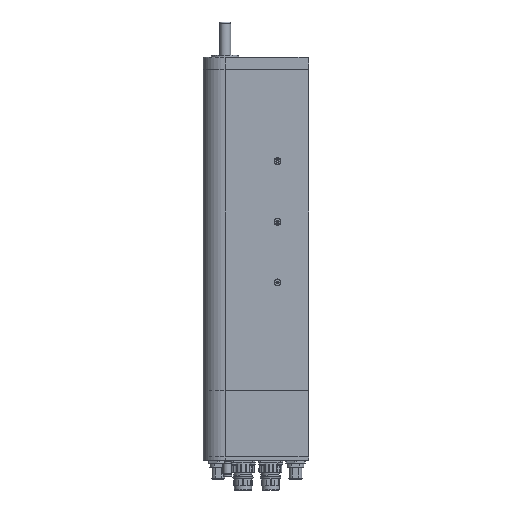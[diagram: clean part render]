
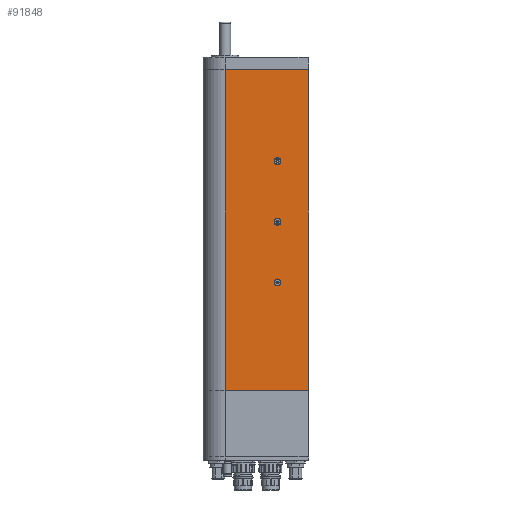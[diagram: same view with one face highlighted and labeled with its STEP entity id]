
A CAD part, left-side view. The second image highlights one B-rep face of the part: STEP entity #91848.
In plain terms, the highlighted face is planar.
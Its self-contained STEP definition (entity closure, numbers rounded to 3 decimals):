
#1388 = PLANE ( 'NONE',  #87357 ) ;
#2233 = EDGE_CURVE ( 'NONE', #47274, #86709, #98446, .T. ) ;
#3781 = CARTESIAN_POINT ( 'NONE',  ( 20., -47.5, 193. ) ) ;
#6486 = CARTESIAN_POINT ( 'NONE',  ( 20., 0., 291. ) ) ;
#6873 = CARTESIAN_POINT ( 'NONE',  ( 20., -47.5, 79.85 ) ) ;
#7638 = DIRECTION ( 'NONE',  ( 0., 1., 0. ) ) ;
#8044 = CARTESIAN_POINT ( 'NONE',  ( 20., -75.5, 0. ) ) ;
#9610 = EDGE_LOOP ( 'NONE', ( #36273 ) ) ;
#9989 = DIRECTION ( 'NONE',  ( 0., 0., -1. ) ) ;
#12850 = ORIENTED_EDGE ( 'NONE', *, *, #96360, .F. ) ;
#13271 = DIRECTION ( 'NONE',  ( 0., 0., -1. ) ) ;
#14503 = ORIENTED_EDGE ( 'NONE', *, *, #79502, .T. ) ;
#16873 = VERTEX_POINT ( 'NONE', #31830 ) ;
#19088 = VERTEX_POINT ( 'NONE', #56461 ) ;
#19411 = CIRCLE ( 'NONE', #32146, 3.15 ) ;
#23121 = EDGE_CURVE ( 'NONE', #19088, #19088, #19411, .T. ) ;
#24184 = CARTESIAN_POINT ( 'NONE',  ( 20., 0., 0. ) ) ;
#24427 = FACE_BOUND ( 'NONE', #9610, .T. ) ;
#28085 = AXIS2_PLACEMENT_3D ( 'NONE', #74506, #50555, #50075 ) ;
#28246 = DIRECTION ( 'NONE',  ( 0., 0., -1. ) ) ;
#28683 = DIRECTION ( 'NONE',  ( 0., -1., 0. ) ) ;
#31830 = CARTESIAN_POINT ( 'NONE',  ( 20., -47.5, 189.85 ) ) ;
#32146 = AXIS2_PLACEMENT_3D ( 'NONE', #88051, #80591, #13271 ) ;
#33848 = CARTESIAN_POINT ( 'NONE',  ( 20., -75.5, 291. ) ) ;
#36273 = ORIENTED_EDGE ( 'NONE', *, *, #90521, .F. ) ;
#38417 = LINE ( 'NONE', #6486, #96379 ) ;
#42503 = EDGE_CURVE ( 'NONE', #88815, #91672, #38417, .T. ) ;
#43944 = EDGE_LOOP ( 'NONE', ( #83925 ) ) ;
#44044 = ORIENTED_EDGE ( 'NONE', *, *, #48635, .F. ) ;
#47274 = VERTEX_POINT ( 'NONE', #8044 ) ;
#47770 = FACE_BOUND ( 'NONE', #43944, .T. ) ;
#48635 = EDGE_CURVE ( 'NONE', #91672, #86709, #70331, .T. ) ;
#49813 = CIRCLE ( 'NONE', #56239, 3.15 ) ;
#50075 = DIRECTION ( 'NONE',  ( 0., 0., -1. ) ) ;
#50555 = DIRECTION ( 'NONE',  ( 1., 0., 0. ) ) ;
#51670 = ORIENTED_EDGE ( 'NONE', *, *, #2233, .T. ) ;
#52284 = CARTESIAN_POINT ( 'NONE',  ( 20., 0., 291. ) ) ;
#52377 = DIRECTION ( 'NONE',  ( 0., 1., 0. ) ) ;
#53039 = ORIENTED_EDGE ( 'NONE', *, *, #42503, .F. ) ;
#56239 = AXIS2_PLACEMENT_3D ( 'NONE', #3781, #79611, #28246 ) ;
#56461 = CARTESIAN_POINT ( 'NONE',  ( 20., -47.5, 134.85 ) ) ;
#57242 = VECTOR ( 'NONE', #94651, 1000. ) ;
#58271 = CIRCLE ( 'NONE', #28085, 3.15 ) ;
#65359 = CARTESIAN_POINT ( 'NONE',  ( 20., -75.5, 291. ) ) ;
#67036 = CARTESIAN_POINT ( 'NONE',  ( 20., 0., 291. ) ) ;
#70331 = LINE ( 'NONE', #78325, #86429 ) ;
#71727 = LINE ( 'NONE', #33848, #57242 ) ;
#74506 = CARTESIAN_POINT ( 'NONE',  ( 20., -47.5, 83. ) ) ;
#74565 = EDGE_LOOP ( 'NONE', ( #53039, #14503, #51670, #44044 ) ) ;
#75236 = VERTEX_POINT ( 'NONE', #6873 ) ;
#78325 = CARTESIAN_POINT ( 'NONE',  ( 20., 0., 291. ) ) ;
#79502 = EDGE_CURVE ( 'NONE', #88815, #47274, #71727, .T. ) ;
#79611 = DIRECTION ( 'NONE',  ( 1., 0., 0. ) ) ;
#80591 = DIRECTION ( 'NONE',  ( 1., 0., 0. ) ) ;
#83215 = VECTOR ( 'NONE', #7638, 1000. ) ;
#83690 = EDGE_LOOP ( 'NONE', ( #12850 ) ) ;
#83925 = ORIENTED_EDGE ( 'NONE', *, *, #23121, .F. ) ;
#84698 = FACE_OUTER_BOUND ( 'NONE', #74565, .T. ) ;
#85669 = FACE_BOUND ( 'NONE', #83690, .T. ) ;
#86429 = VECTOR ( 'NONE', #9989, 1000. ) ;
#86709 = VERTEX_POINT ( 'NONE', #96809 ) ;
#87357 = AXIS2_PLACEMENT_3D ( 'NONE', #67036, #96938, #28683 ) ;
#88051 = CARTESIAN_POINT ( 'NONE',  ( 20., -47.5, 138. ) ) ;
#88815 = VERTEX_POINT ( 'NONE', #65359 ) ;
#90521 = EDGE_CURVE ( 'NONE', #75236, #75236, #58271, .T. ) ;
#91672 = VERTEX_POINT ( 'NONE', #52284 ) ;
#91848 = ADVANCED_FACE ( 'NONE', ( #85669, #24427, #47770, #84698 ), #1388, .F. ) ;
#94651 = DIRECTION ( 'NONE',  ( 0., 0., -1. ) ) ;
#96360 = EDGE_CURVE ( 'NONE', #16873, #16873, #49813, .T. ) ;
#96379 = VECTOR ( 'NONE', #52377, 1000. ) ;
#96809 = CARTESIAN_POINT ( 'NONE',  ( 20., 0., 0. ) ) ;
#96938 = DIRECTION ( 'NONE',  ( -1., 0., 0. ) ) ;
#98446 = LINE ( 'NONE', #24184, #83215 ) ;
